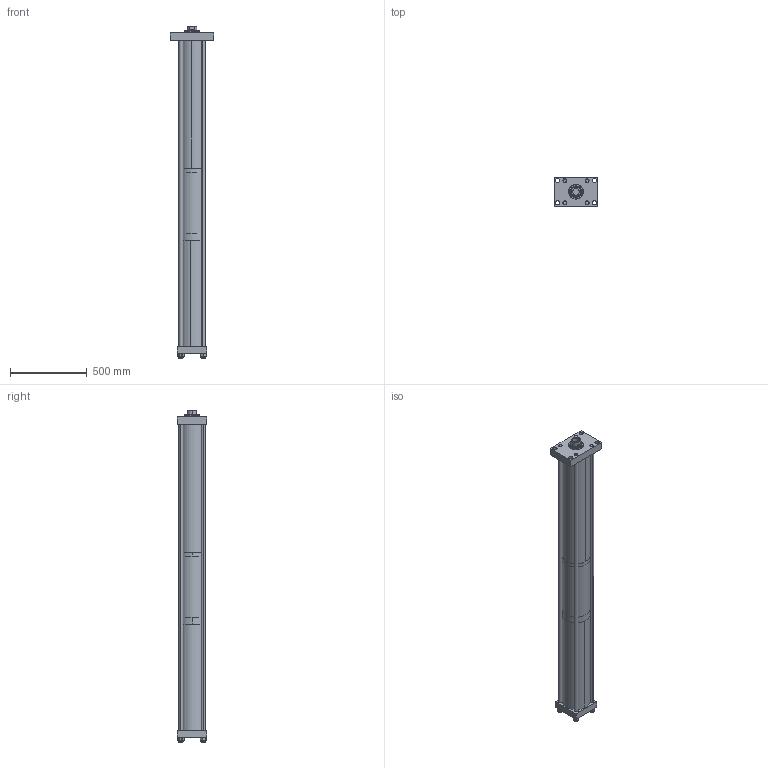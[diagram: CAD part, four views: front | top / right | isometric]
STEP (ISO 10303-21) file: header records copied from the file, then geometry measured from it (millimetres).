
FILE_DESCRIPTION (( 'STEP AP203' ), '1' );
FILE_NAME ('HPI-30-8.00-1.00-FH-2020.STEP', '2020-04-22T14:13:17', ( '' ), ( '' ), 'SwSTEP 2.0', 'SolidWorks 2018', '' );
FILE_SCHEMA (( 'CONFIG_CONTROL_DESIGN' ));
Length unit declared in the file: inch
Products named in the file (12): E3003; E3018_8.00-1.00(83.073"); EI3005_8.00-1.00(32.61"); E3004; E3013; E3010; Nut30; HPI-30-8.00-1.00-FH-2020; E3064; E3011_8.0; E3001_Work Rod HPI-30-4-.50-FH; EI3014_2.00-1.00(27.198")
Assembly tree (17 placements, depth 2):
  HPI-30-8.00-1.00-FH-2020
    E3004
    E3003
    E3001_Work Rod HPI-30-4-.50-FH
    E3010
    E3013
    E3064
    Nut30  x4
    EI3014_2.00-1.00(27.198")
    EI3005_8.00-1.00(32.61")
    E3011_8.0
    E3018_8.00-1.00(83.073")  x4
Bounding box: 285.75 x 190.5 x 2157.68 mm (x, y, z)
Volume: 24148980.4 mm3; surface area: 3390689.3 mm2
Topology: 17 solids, 17 shells, 380 faces, 889 edges, 572 vertices
Faces by surface type: cylinder 195, plane 149, cone 36
Entity records: 10289 total; most frequent: CARTESIAN_POINT 1966, DIRECTION 1578, ORIENTED_EDGE 1312, EDGE_CURVE 656, AXIS2_PLACEMENT_3D 649, VERTEX_POINT 428, EDGE_LOOP 366, CIRCLE 345
